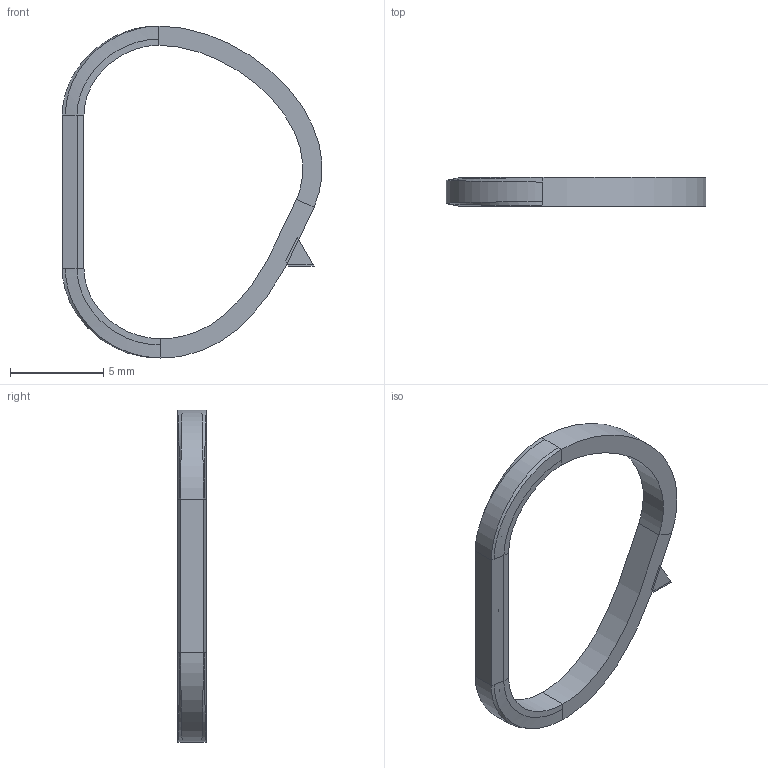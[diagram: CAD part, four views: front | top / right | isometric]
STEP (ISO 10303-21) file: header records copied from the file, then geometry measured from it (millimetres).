
FILE_DESCRIPTION(('Open CASCADE Model'),'2;1');
FILE_NAME('Open CASCADE Shape Model','2016-11-04T11:21:13',('Author'),( 'Open CASCADE'),'Open CASCADE STEP processor 6.8','Open CASCADE 6.8' ,'Unknown');
FILE_SCHEMA(('AUTOMOTIVE_DESIGN_CC2 { 1 2 10303 214 -1 1 5 4 }'));
Length unit declared in the file: millimetre
Products named in the file (6): Open CASCADE STEP translator 6.8 32; SOLID; ASSEMBLY
Assembly tree (3 placements, depth 3):
  Open CASCADE STEP translator 6.8 32
  SOLID
  ASSEMBLY
    SOLID
    ASSEMBLY
      SOLID
Bounding box: 13.91 x 1.53 x 17.78 mm (x, y, z)
Volume: 115.8 mm3; surface area: 438.5 mm2
Topology: 3 solids, 3 shells, 84 faces, 174 edges, 92 vertices
Faces by surface type: plane 60, bspline 24
Entity records: 5048 total; most frequent: CARTESIAN_POINT 1932, DIRECTION 373, ORIENTED_EDGE 348, PCURVE 348, DEFINITIONAL_REPRESENTATION 348, B_SPLINE_CURVE_WITH_KNOTS 277, LINE 245, VECTOR 245
